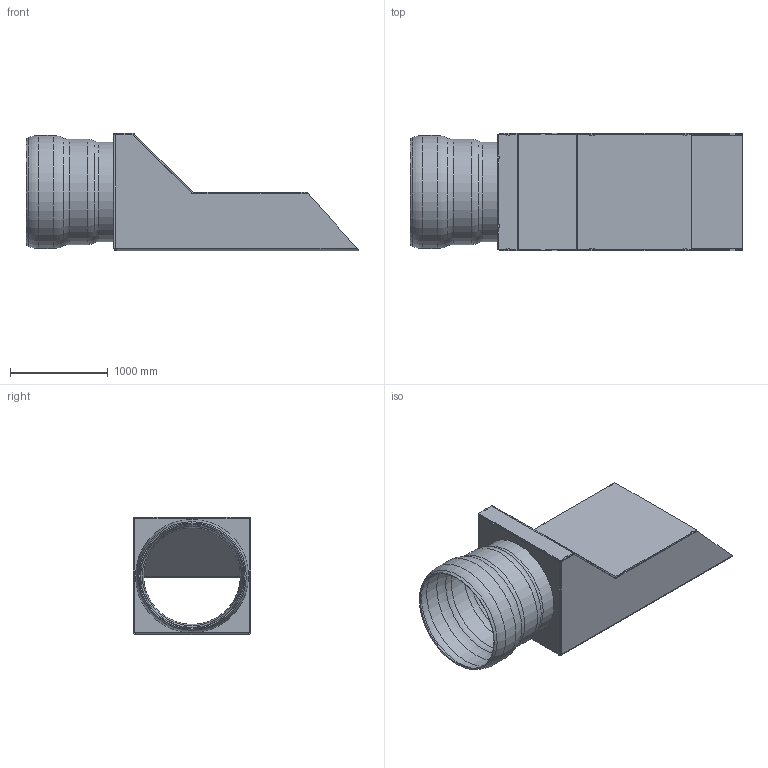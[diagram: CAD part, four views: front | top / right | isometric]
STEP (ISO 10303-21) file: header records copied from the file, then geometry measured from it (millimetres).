
FILE_DESCRIPTION(/* description */ (''),/* implementation_level */ '2;1');
FILE_NAME(/* name */ '15196.100X_3D.stp',/* time_stamp */ '2024-12-11T14:54:49+01:00',/* author */ ('CAD'),/* organization */ (''),/* preprocessor_version */ 'ST-DEVELOPER v20',/* originating_system */ 'AutoCAD Mechanical',/* authorisation */ '');
FILE_SCHEMA (('AUTOMOTIVE_DESIGN { 1 0 10303 214 3 1 1 }'));
Length unit declared in the file: centimetre
Products named in the file (2): Product; *S0
Assembly tree (1 placements, depth 2):
  Product
    *S0
Bounding box: 3400 x 1200 x 1200 mm (x, y, z)
Volume: 176810964.7 mm3; surface area: 25250489.9 mm2
Topology: 3 solids, 3 shells, 151 faces, 394 edges, 249 vertices
Faces by surface type: plane 115, cylinder 23, torus 10, cone 3
Full cylindrical faces by diameter (mm): 992 x2, 1016 x1, 1054 x1, 1078 x1, 1134 x1, 1158 x1
Entity records: 4619 total; most frequent: CARTESIAN_POINT 797, ORIENTED_EDGE 786, DIRECTION 779, EDGE_CURVE 393, LINE 317, VECTOR 317, VERTEX_POINT 247, AXIS2_PLACEMENT_3D 231
